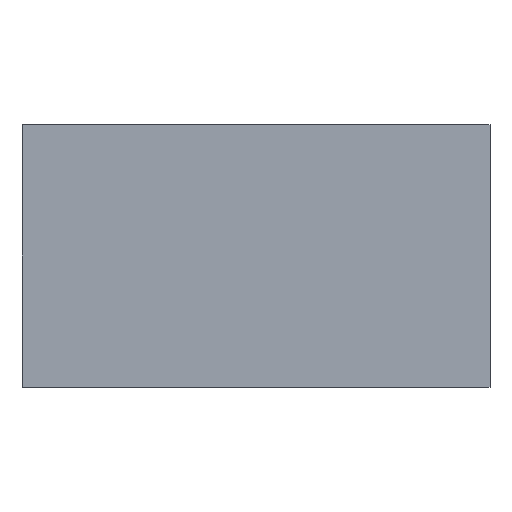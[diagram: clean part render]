
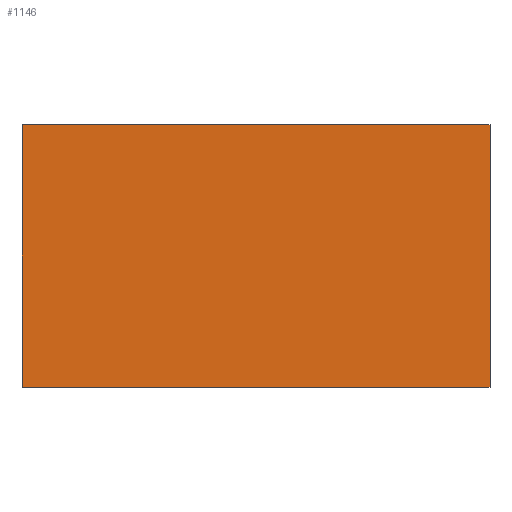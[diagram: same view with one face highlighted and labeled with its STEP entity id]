
A CAD part, front view. The second image highlights one B-rep face of the part: STEP entity #1146.
In plain terms, the highlighted planar face has unit normal (0, -1, 0).
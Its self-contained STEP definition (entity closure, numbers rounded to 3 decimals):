
#44 = PLANE('',#45);
#45 = AXIS2_PLACEMENT_3D('',#46,#47,#48);
#46 = CARTESIAN_POINT('',(0.,0.,0.));
#47 = DIRECTION('',(-0.,-0.,-1.));
#48 = DIRECTION('',(-1.,0.,0.));
#72 = PLANE('',#73);
#73 = AXIS2_PLACEMENT_3D('',#74,#75,#76);
#74 = CARTESIAN_POINT('',(-12.5,-31.,0.));
#75 = DIRECTION('',(-1.,0.,0.));
#76 = DIRECTION('',(0.,1.,0.));
#100 = PLANE('',#101);
#101 = AXIS2_PLACEMENT_3D('',#102,#103,#104);
#102 = CARTESIAN_POINT('',(0.,0.,14.));
#103 = DIRECTION('',(-0.,-0.,-1.));
#104 = DIRECTION('',(-1.,0.,0.));
#142 = VERTEX_POINT('',#143);
#143 = CARTESIAN_POINT('',(-12.5,-31.,0.));
#339 = VERTEX_POINT('',#340);
#340 = CARTESIAN_POINT('',(12.5,-31.,0.));
#354 = PLANE('',#355);
#355 = AXIS2_PLACEMENT_3D('',#356,#357,#358);
#356 = CARTESIAN_POINT('',(12.5,31.,0.));
#357 = DIRECTION('',(1.,0.,0.));
#358 = DIRECTION('',(0.,-1.,0.));
#366 = EDGE_CURVE('',#339,#142,#367,.T.);
#367 = SURFACE_CURVE('',#368,(#372,#379),.PCURVE_S1.);
#368 = LINE('',#369,#370);
#369 = CARTESIAN_POINT('',(12.5,-31.,0.));
#370 = VECTOR('',#371,1.);
#371 = DIRECTION('',(-1.,0.,0.));
#372 = PCURVE('',#44,#373);
#373 = DEFINITIONAL_REPRESENTATION('',(#374),#378);
#374 = LINE('',#375,#376);
#375 = CARTESIAN_POINT('',(-12.5,-31.));
#376 = VECTOR('',#377,1.);
#377 = DIRECTION('',(1.,0.));
#378 = ( GEOMETRIC_REPRESENTATION_CONTEXT(2) 
PARAMETRIC_REPRESENTATION_CONTEXT() REPRESENTATION_CONTEXT('2D SPACE',''
  ) );
#379 = PCURVE('',#380,#385);
#380 = PLANE('',#381);
#381 = AXIS2_PLACEMENT_3D('',#382,#383,#384);
#382 = CARTESIAN_POINT('',(12.5,-31.,0.));
#383 = DIRECTION('',(0.,-1.,0.));
#384 = DIRECTION('',(-1.,0.,0.));
#385 = DEFINITIONAL_REPRESENTATION('',(#386),#390);
#386 = LINE('',#387,#388);
#387 = CARTESIAN_POINT('',(0.,-0.));
#388 = VECTOR('',#389,1.);
#389 = DIRECTION('',(1.,0.));
#390 = ( GEOMETRIC_REPRESENTATION_CONTEXT(2) 
PARAMETRIC_REPRESENTATION_CONTEXT() REPRESENTATION_CONTEXT('2D SPACE',''
  ) );
#690 = VERTEX_POINT('',#691);
#691 = CARTESIAN_POINT('',(-12.5,-31.,14.));
#840 = VERTEX_POINT('',#841);
#841 = CARTESIAN_POINT('',(12.5,-31.,14.));
#862 = EDGE_CURVE('',#840,#690,#863,.T.);
#863 = SURFACE_CURVE('',#864,(#868,#875),.PCURVE_S1.);
#864 = LINE('',#865,#866);
#865 = CARTESIAN_POINT('',(12.5,-31.,14.));
#866 = VECTOR('',#867,1.);
#867 = DIRECTION('',(-1.,0.,0.));
#868 = PCURVE('',#100,#869);
#869 = DEFINITIONAL_REPRESENTATION('',(#870),#874);
#870 = LINE('',#871,#872);
#871 = CARTESIAN_POINT('',(-12.5,-31.));
#872 = VECTOR('',#873,1.);
#873 = DIRECTION('',(1.,0.));
#874 = ( GEOMETRIC_REPRESENTATION_CONTEXT(2) 
PARAMETRIC_REPRESENTATION_CONTEXT() REPRESENTATION_CONTEXT('2D SPACE',''
  ) );
#875 = PCURVE('',#380,#876);
#876 = DEFINITIONAL_REPRESENTATION('',(#877),#881);
#877 = LINE('',#878,#879);
#878 = CARTESIAN_POINT('',(0.,-14.));
#879 = VECTOR('',#880,1.);
#880 = DIRECTION('',(1.,0.));
#881 = ( GEOMETRIC_REPRESENTATION_CONTEXT(2) 
PARAMETRIC_REPRESENTATION_CONTEXT() REPRESENTATION_CONTEXT('2D SPACE',''
  ) );
#1066 = EDGE_CURVE('',#142,#690,#1067,.T.);
#1067 = SURFACE_CURVE('',#1068,(#1072,#1079),.PCURVE_S1.);
#1068 = LINE('',#1069,#1070);
#1069 = CARTESIAN_POINT('',(-12.5,-31.,0.));
#1070 = VECTOR('',#1071,1.);
#1071 = DIRECTION('',(0.,0.,1.));
#1072 = PCURVE('',#72,#1073);
#1073 = DEFINITIONAL_REPRESENTATION('',(#1074),#1078);
#1074 = LINE('',#1075,#1076);
#1075 = CARTESIAN_POINT('',(0.,0.));
#1076 = VECTOR('',#1077,1.);
#1077 = DIRECTION('',(0.,-1.));
#1078 = ( GEOMETRIC_REPRESENTATION_CONTEXT(2) 
PARAMETRIC_REPRESENTATION_CONTEXT() REPRESENTATION_CONTEXT('2D SPACE',''
  ) );
#1079 = PCURVE('',#380,#1080);
#1080 = DEFINITIONAL_REPRESENTATION('',(#1081),#1085);
#1081 = LINE('',#1082,#1083);
#1082 = CARTESIAN_POINT('',(25.,0.));
#1083 = VECTOR('',#1084,1.);
#1084 = DIRECTION('',(0.,-1.));
#1085 = ( GEOMETRIC_REPRESENTATION_CONTEXT(2) 
PARAMETRIC_REPRESENTATION_CONTEXT() REPRESENTATION_CONTEXT('2D SPACE',''
  ) );
#1146 = ADVANCED_FACE('',(#1147),#380,.T.);
#1147 = FACE_BOUND('',#1148,.T.);
#1148 = EDGE_LOOP('',(#1149,#1170,#1171,#1172));
#1149 = ORIENTED_EDGE('',*,*,#1150,.T.);
#1150 = EDGE_CURVE('',#339,#840,#1151,.T.);
#1151 = SURFACE_CURVE('',#1152,(#1156,#1163),.PCURVE_S1.);
#1152 = LINE('',#1153,#1154);
#1153 = CARTESIAN_POINT('',(12.5,-31.,0.));
#1154 = VECTOR('',#1155,1.);
#1155 = DIRECTION('',(0.,0.,1.));
#1156 = PCURVE('',#380,#1157);
#1157 = DEFINITIONAL_REPRESENTATION('',(#1158),#1162);
#1158 = LINE('',#1159,#1160);
#1159 = CARTESIAN_POINT('',(0.,-0.));
#1160 = VECTOR('',#1161,1.);
#1161 = DIRECTION('',(0.,-1.));
#1162 = ( GEOMETRIC_REPRESENTATION_CONTEXT(2) 
PARAMETRIC_REPRESENTATION_CONTEXT() REPRESENTATION_CONTEXT('2D SPACE',''
  ) );
#1163 = PCURVE('',#354,#1164);
#1164 = DEFINITIONAL_REPRESENTATION('',(#1165),#1169);
#1165 = LINE('',#1166,#1167);
#1166 = CARTESIAN_POINT('',(62.,0.));
#1167 = VECTOR('',#1168,1.);
#1168 = DIRECTION('',(0.,-1.));
#1169 = ( GEOMETRIC_REPRESENTATION_CONTEXT(2) 
PARAMETRIC_REPRESENTATION_CONTEXT() REPRESENTATION_CONTEXT('2D SPACE',''
  ) );
#1170 = ORIENTED_EDGE('',*,*,#862,.T.);
#1171 = ORIENTED_EDGE('',*,*,#1066,.F.);
#1172 = ORIENTED_EDGE('',*,*,#366,.F.);
